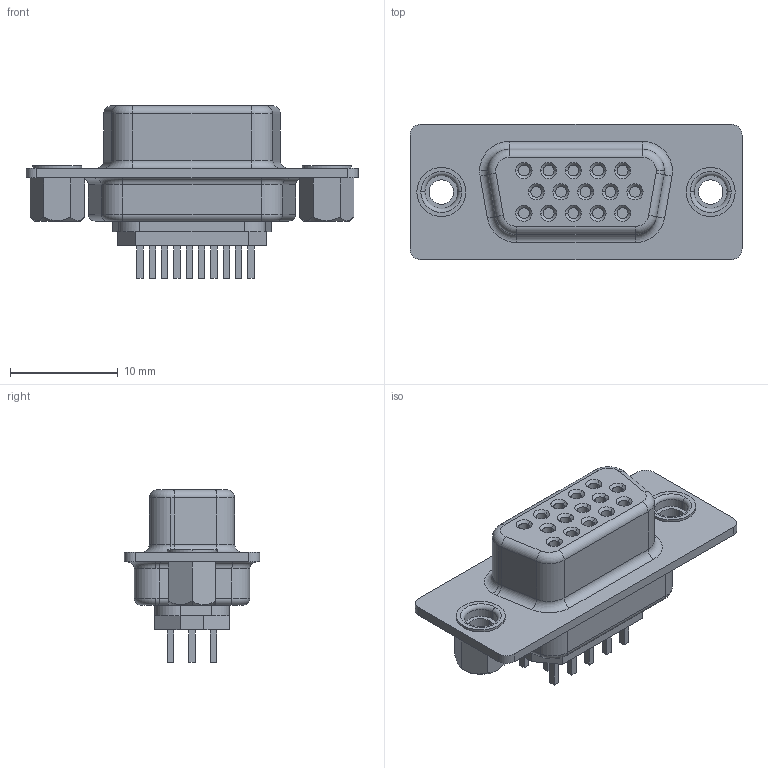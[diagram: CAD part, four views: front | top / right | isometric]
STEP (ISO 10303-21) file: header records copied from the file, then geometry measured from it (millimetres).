
FILE_DESCRIPTION (( 'STEP AP214' ), '1' );
FILE_NAME ('KF86X-ED-15S-K_rA3.STEP', '2012-08-17T23:36:53', ( 'Daniel' ), ( 'Microsoft' ), 'SwSTEP 2.0', 'SolidWorks 2012', '' );
FILE_SCHEMA (( 'AUTOMOTIVE_DESIGN' ));
Length unit declared in the file: millimetre
Products named in the file (1): KF86X-ED-15S-K_rA3
Bounding box: 30.81 x 12.55 x 16 mm (x, y, z)
Volume: 2059.7 mm3; surface area: 1946.2 mm2
Topology: 1 solids, 1 shells, 327 faces, 732 edges, 461 vertices
Faces by surface type: plane 158, cylinder 107, cone 38, torus 24
Entity records: 10861 total; most frequent: DIRECTION 1667, CARTESIAN_POINT 1645, ORIENTED_EDGE 1464, EDGE_CURVE 732, AXIS2_PLACEMENT_3D 619, VERTEX_POINT 461, VECTOR 429, LINE 429
